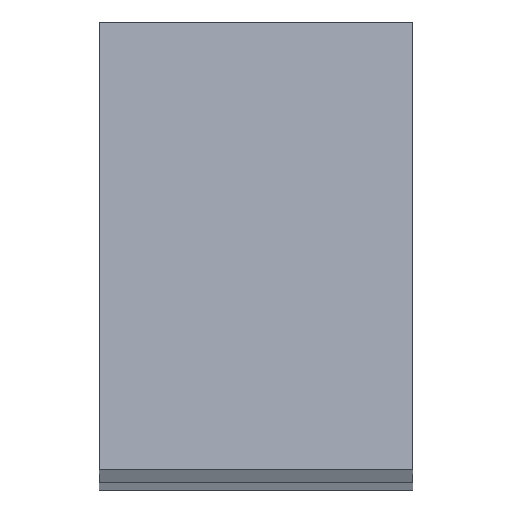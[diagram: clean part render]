
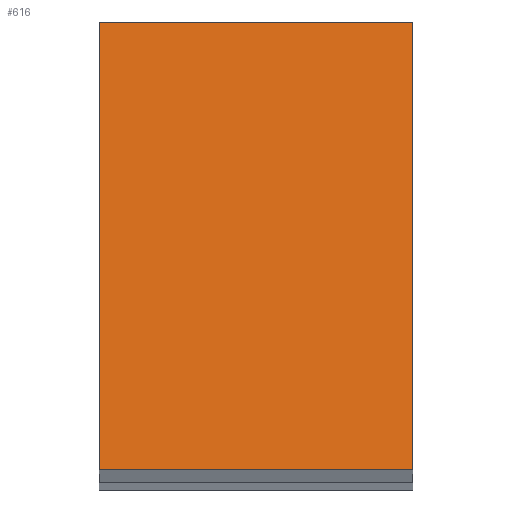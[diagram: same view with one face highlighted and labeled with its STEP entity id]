
A CAD part, front view. The second image highlights one B-rep face of the part: STEP entity #616.
In plain terms, the highlighted planar face has unit normal (0, -0.991, 0.137).
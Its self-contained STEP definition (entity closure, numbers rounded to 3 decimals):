
#18=FACE_OUTER_BOUND('',#60,.T.);
#60=EDGE_LOOP('',(#410,#411,#412,#413));
#103=LINE('',#891,#188);
#107=LINE('',#900,#192);
#109=LINE('',#903,#194);
#110=LINE('',#904,#195);
#188=VECTOR('',#718,10.);
#192=VECTOR('',#724,10.);
#194=VECTOR('',#728,10.);
#195=VECTOR('',#729,10.);
#273=VERTEX_POINT('',#888);
#274=VERTEX_POINT('',#890);
#277=VERTEX_POINT('',#897);
#278=VERTEX_POINT('',#899);
#319=EDGE_CURVE('',#274,#273,#103,.T.);
#323=EDGE_CURVE('',#278,#277,#107,.T.);
#325=EDGE_CURVE('',#273,#278,#109,.T.);
#326=EDGE_CURVE('',#277,#274,#110,.T.);
#410=ORIENTED_EDGE('',*,*,#325,.T.);
#411=ORIENTED_EDGE('',*,*,#323,.T.);
#412=ORIENTED_EDGE('',*,*,#326,.T.);
#413=ORIENTED_EDGE('',*,*,#319,.T.);
#574=PLANE('',#672);
#616=ADVANCED_FACE('',(#18),#574,.T.);
#672=AXIS2_PLACEMENT_3D('',#902,#726,#727);
#718=DIRECTION('',(1.,0.,0.));
#724=DIRECTION('',(-1.,0.,0.));
#726=DIRECTION('center_axis',(0.,-0.991,0.136));
#727=DIRECTION('ref_axis',(0.,-0.136,-0.991));
#728=DIRECTION('',(0.,0.136,0.991));
#729=DIRECTION('',(0.,-0.136,-0.991));
#888=CARTESIAN_POINT('',(5.,19.76,949.432));
#890=CARTESIAN_POINT('',(-5.,19.76,949.432));
#891=CARTESIAN_POINT('',(0.,19.76,949.432));
#897=CARTESIAN_POINT('',(-5.,21.725,963.696));
#899=CARTESIAN_POINT('',(5.,21.725,963.696));
#900=CARTESIAN_POINT('',(5.,21.725,963.696));
#902=CARTESIAN_POINT('Origin',(5.,21.725,963.696));
#903=CARTESIAN_POINT('',(5.,20.757,956.673));
#904=CARTESIAN_POINT('',(-5.,21.73,963.734));
